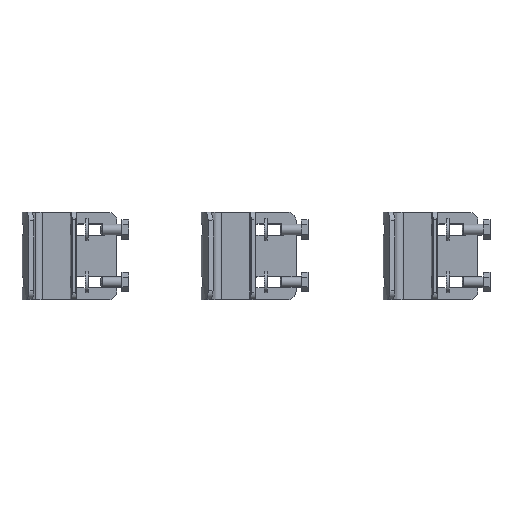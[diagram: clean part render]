
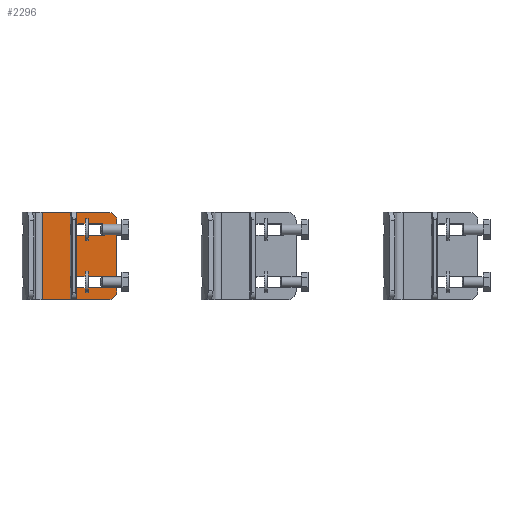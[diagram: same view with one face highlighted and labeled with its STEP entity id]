
A CAD part, top view. The second image highlights one B-rep face of the part: STEP entity #2296.
In plain terms, the highlighted planar face has unit normal (0, 0, 1).
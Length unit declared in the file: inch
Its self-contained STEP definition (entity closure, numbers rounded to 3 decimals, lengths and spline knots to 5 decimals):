
#57 = AXIS2_PLACEMENT_3D ( 'NONE', #3502, #5107, #1102 ) ;
#198 = ORIENTED_EDGE ( 'NONE', *, *, #5045, .F. ) ;
#237 = ORIENTED_EDGE ( 'NONE', *, *, #4274, .T. ) ;
#260 = CARTESIAN_POINT ( 'NONE',  ( 41.37025, -13.1614, 14.73053 ) ) ;
#313 = VECTOR ( 'NONE', #3381, 39.37008 ) ;
#315 = CIRCLE ( 'NONE', #746, 1.27953 ) ;
#319 = VECTOR ( 'NONE', #5161, 39.37008 ) ;
#353 = EDGE_LOOP ( 'NONE', ( #237, #2580, #5106, #1805 ) ) ;
#360 = DIRECTION ( 'NONE',  ( -1., 0., 0. ) ) ;
#374 = AXIS2_PLACEMENT_3D ( 'NONE', #5018, #4600, #4220 ) ;
#410 = CARTESIAN_POINT ( 'NONE',  ( 33.12526, -27.62991, 14.73053 ) ) ;
#504 = EDGE_CURVE ( 'NONE', #4424, #883, #3047, .T. ) ;
#568 = AXIS2_PLACEMENT_3D ( 'NONE', #3791, #2973, #3838 ) ;
#631 = DIRECTION ( 'NONE',  ( 1., 0., 0. ) ) ;
#652 = AXIS2_PLACEMENT_3D ( 'NONE', #4010, #1552, #360 ) ;
#655 = DIRECTION ( 'NONE',  ( -1., 0., 0. ) ) ;
#746 = AXIS2_PLACEMENT_3D ( 'NONE', #1989, #4317, #5136 ) ;
#759 = VERTEX_POINT ( 'NONE', #3720 ) ;
#771 = CARTESIAN_POINT ( 'NONE',  ( 41.37025, -24.97243, 14.73053 ) ) ;
#854 = VERTEX_POINT ( 'NONE', #3637 ) ;
#883 = VERTEX_POINT ( 'NONE', #4770 ) ;
#952 = CARTESIAN_POINT ( 'NONE',  ( 33.12526, -7.94487, 14.73053 ) ) ;
#1007 = CIRCLE ( 'NONE', #3251, 1.27953 ) ;
#1061 = AXIS2_PLACEMENT_3D ( 'NONE', #3203, #3055, #4812 ) ;
#1102 = DIRECTION ( 'NONE',  ( -1., 0., 0. ) ) ;
#1108 = DIRECTION ( 'NONE',  ( 0., -1., 0. ) ) ;
#1124 = ORIENTED_EDGE ( 'NONE', *, *, #3093, .T. ) ;
#1218 = FACE_BOUND ( 'NONE', #353, .T. ) ;
#1297 = ORIENTED_EDGE ( 'NONE', *, *, #3186, .T. ) ;
#1330 = LINE ( 'NONE', #2880, #4676 ) ;
#1374 = EDGE_CURVE ( 'NONE', #2051, #2845, #1007, .T. ) ;
#1432 = EDGE_CURVE ( 'NONE', #2845, #759, #2698, .T. ) ;
#1436 = VERTEX_POINT ( 'NONE', #410 ) ;
#1465 = PLANE ( 'NONE',  #1061 ) ;
#1493 = FACE_BOUND ( 'NONE', #3933, .T. ) ;
#1532 = VERTEX_POINT ( 'NONE', #952 ) ;
#1552 = DIRECTION ( 'NONE',  ( 0., 0., -1. ) ) ;
#1636 = DIRECTION ( 'NONE',  ( -1., 0., 0. ) ) ;
#1692 = EDGE_CURVE ( 'NONE', #3762, #2485, #1330, .T. ) ;
#1760 = EDGE_CURVE ( 'NONE', #1436, #3938, #3651, .T. ) ;
#1805 = ORIENTED_EDGE ( 'NONE', *, *, #504, .T. ) ;
#1815 = EDGE_CURVE ( 'NONE', #854, #3938, #2821, .T. ) ;
#1989 = CARTESIAN_POINT ( 'NONE',  ( 46.68521, -23.6929, 14.73053 ) ) ;
#2051 = VERTEX_POINT ( 'NONE', #771 ) ;
#2088 = ORIENTED_EDGE ( 'NONE', *, *, #1815, .F. ) ;
#2119 = CARTESIAN_POINT ( 'NONE',  ( 34.33965, -7.94487, 14.73053 ) ) ;
#2145 = CARTESIAN_POINT ( 'NONE',  ( 49.95293, -7.94487, 14.73053 ) ) ;
#2283 = VECTOR ( 'NONE', #3840, 39.37008 ) ;
#2296 = ADVANCED_FACE ( 'NONE', ( #1493, #1218, #3889 ), #1465, .T. ) ;
#2361 = CARTESIAN_POINT ( 'NONE',  ( 33.12526, -22.41337, 14.73053 ) ) ;
#2371 = EDGE_LOOP ( 'NONE', ( #2088, #5152, #4771, #198, #2860, #2839 ) ) ;
#2393 = VERTEX_POINT ( 'NONE', #3649 ) ;
#2461 = EDGE_CURVE ( 'NONE', #2393, #2589, #4398, .T. ) ;
#2485 = VERTEX_POINT ( 'NONE', #260 ) ;
#2578 = LINE ( 'NONE', #5054, #4428 ) ;
#2580 = ORIENTED_EDGE ( 'NONE', *, *, #1692, .T. ) ;
#2584 = CIRCLE ( 'NONE', #57, 1.27953 ) ;
#2589 = VERTEX_POINT ( 'NONE', #4830 ) ;
#2628 = DIRECTION ( 'NONE',  ( 0., 0., -1. ) ) ;
#2698 = LINE ( 'NONE', #2361, #319 ) ;
#2749 = CARTESIAN_POINT ( 'NONE',  ( 41.37025, -10.60235, 14.73053 ) ) ;
#2821 = CIRCLE ( 'NONE', #568, 1.9685 ) ;
#2839 = ORIENTED_EDGE ( 'NONE', *, *, #1760, .T. ) ;
#2845 = VERTEX_POINT ( 'NONE', #5089 ) ;
#2860 = ORIENTED_EDGE ( 'NONE', *, *, #3364, .T. ) ;
#2880 = CARTESIAN_POINT ( 'NONE',  ( 33.12526, -13.1614, 14.73053 ) ) ;
#2973 = DIRECTION ( 'NONE',  ( 0., 0., -1. ) ) ;
#3044 = CARTESIAN_POINT ( 'NONE',  ( 47.98443, -27.62991, 14.73053 ) ) ;
#3047 = LINE ( 'NONE', #5100, #2283 ) ;
#3055 = DIRECTION ( 'NONE',  ( 0., 0., 1. ) ) ;
#3093 = EDGE_CURVE ( 'NONE', #4478, #2051, #2578, .T. ) ;
#3167 = LINE ( 'NONE', #4776, #4926 ) ;
#3186 = EDGE_CURVE ( 'NONE', #759, #4478, #315, .T. ) ;
#3203 = CARTESIAN_POINT ( 'NONE',  ( 33.12526, -7.94487, 14.73053 ) ) ;
#3251 = AXIS2_PLACEMENT_3D ( 'NONE', #3433, #2628, #631 ) ;
#3317 = CARTESIAN_POINT ( 'NONE',  ( 30.14401, -27.62991, 14.73053 ) ) ;
#3356 = LINE ( 'NONE', #2119, #4162 ) ;
#3364 = EDGE_CURVE ( 'NONE', #1532, #1436, #3167, .T. ) ;
#3381 = DIRECTION ( 'NONE',  ( 0., 1., 0. ) ) ;
#3433 = CARTESIAN_POINT ( 'NONE',  ( 41.37025, -23.6929, 14.73053 ) ) ;
#3502 = CARTESIAN_POINT ( 'NONE',  ( 41.37025, -11.88187, 14.73053 ) ) ;
#3607 = DIRECTION ( 'NONE',  ( 1., 0., 0. ) ) ;
#3637 = CARTESIAN_POINT ( 'NONE',  ( 49.95293, -25.6614, 14.73053 ) ) ;
#3649 = CARTESIAN_POINT ( 'NONE',  ( 49.95293, -9.91337, 14.73053 ) ) ;
#3651 = LINE ( 'NONE', #3317, #4523 ) ;
#3720 = CARTESIAN_POINT ( 'NONE',  ( 46.68521, -22.41337, 14.73053 ) ) ;
#3721 = CARTESIAN_POINT ( 'NONE',  ( 46.68521, -24.97243, 14.73053 ) ) ;
#3728 = ORIENTED_EDGE ( 'NONE', *, *, #1374, .T. ) ;
#3762 = VERTEX_POINT ( 'NONE', #3887 ) ;
#3769 = DIRECTION ( 'NONE',  ( 1., 0., 0. ) ) ;
#3771 = EDGE_CURVE ( 'NONE', #2485, #4424, #2584, .T. ) ;
#3791 = CARTESIAN_POINT ( 'NONE',  ( 47.98443, -25.6614, 14.73053 ) ) ;
#3838 = DIRECTION ( 'NONE',  ( -1., 0., 0. ) ) ;
#3840 = DIRECTION ( 'NONE',  ( 1., 0., 0. ) ) ;
#3887 = CARTESIAN_POINT ( 'NONE',  ( 46.68521, -13.1614, 14.73053 ) ) ;
#3889 = FACE_OUTER_BOUND ( 'NONE', #2371, .T. ) ;
#3933 = EDGE_LOOP ( 'NONE', ( #1297, #1124, #3728, #4248 ) ) ;
#3938 = VERTEX_POINT ( 'NONE', #3044 ) ;
#4010 = CARTESIAN_POINT ( 'NONE',  ( 46.68521, -11.88187, 14.73053 ) ) ;
#4162 = VECTOR ( 'NONE', #3769, 39.37008 ) ;
#4220 = DIRECTION ( 'NONE',  ( -1., 0., 0. ) ) ;
#4248 = ORIENTED_EDGE ( 'NONE', *, *, #1432, .T. ) ;
#4274 = EDGE_CURVE ( 'NONE', #883, #3762, #4330, .T. ) ;
#4317 = DIRECTION ( 'NONE',  ( 0., 0., -1. ) ) ;
#4330 = CIRCLE ( 'NONE', #652, 1.27953 ) ;
#4398 = CIRCLE ( 'NONE', #374, 1.9685 ) ;
#4424 = VERTEX_POINT ( 'NONE', #2749 ) ;
#4428 = VECTOR ( 'NONE', #655, 39.37008 ) ;
#4478 = VERTEX_POINT ( 'NONE', #3721 ) ;
#4523 = VECTOR ( 'NONE', #3607, 39.37008 ) ;
#4600 = DIRECTION ( 'NONE',  ( 0., 0., 1. ) ) ;
#4601 = EDGE_CURVE ( 'NONE', #854, #2393, #5024, .T. ) ;
#4676 = VECTOR ( 'NONE', #1636, 39.37008 ) ;
#4770 = CARTESIAN_POINT ( 'NONE',  ( 46.68521, -10.60235, 14.73053 ) ) ;
#4771 = ORIENTED_EDGE ( 'NONE', *, *, #2461, .T. ) ;
#4776 = CARTESIAN_POINT ( 'NONE',  ( 33.12526, -7.94487, 14.73053 ) ) ;
#4812 = DIRECTION ( 'NONE',  ( 1., 0., 0. ) ) ;
#4830 = CARTESIAN_POINT ( 'NONE',  ( 47.98443, -7.94487, 14.73053 ) ) ;
#4926 = VECTOR ( 'NONE', #1108, 39.37008 ) ;
#5018 = CARTESIAN_POINT ( 'NONE',  ( 47.98443, -9.91337, 14.73053 ) ) ;
#5024 = LINE ( 'NONE', #2145, #313 ) ;
#5045 = EDGE_CURVE ( 'NONE', #1532, #2589, #3356, .T. ) ;
#5054 = CARTESIAN_POINT ( 'NONE',  ( 33.12526, -24.97243, 14.73053 ) ) ;
#5089 = CARTESIAN_POINT ( 'NONE',  ( 41.37025, -22.41337, 14.73053 ) ) ;
#5100 = CARTESIAN_POINT ( 'NONE',  ( 33.12526, -10.60235, 14.73053 ) ) ;
#5106 = ORIENTED_EDGE ( 'NONE', *, *, #3771, .T. ) ;
#5107 = DIRECTION ( 'NONE',  ( 0., 0., -1. ) ) ;
#5136 = DIRECTION ( 'NONE',  ( 1., 0., 0. ) ) ;
#5152 = ORIENTED_EDGE ( 'NONE', *, *, #4601, .T. ) ;
#5161 = DIRECTION ( 'NONE',  ( 1., 0., 0. ) ) ;
